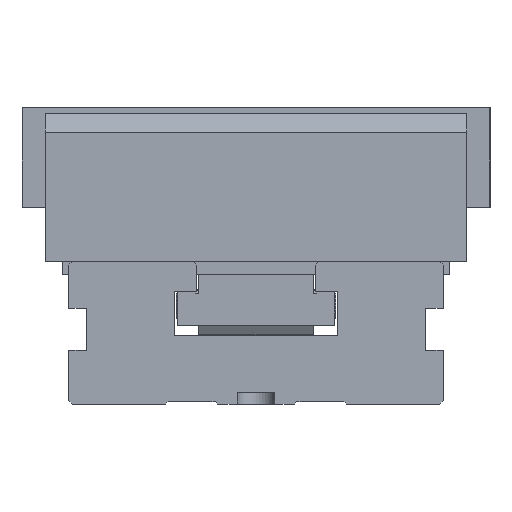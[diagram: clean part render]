
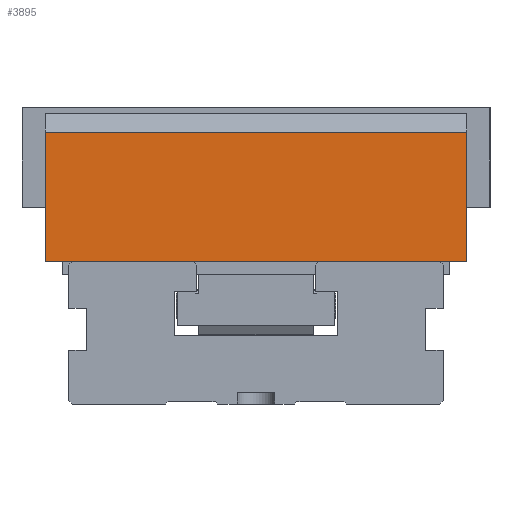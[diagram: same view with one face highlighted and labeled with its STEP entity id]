
A CAD part, left-side view. The second image highlights one B-rep face of the part: STEP entity #3895.
In plain terms, the highlighted planar face has unit normal (-1, 0, 0).
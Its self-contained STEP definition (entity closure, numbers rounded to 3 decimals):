
#3895=ADVANCED_FACE('',(#4562),#4300,.T.);
#4300=PLANE('',#10223);
#4562=FACE_OUTER_BOUND('',#4840,.T.);
#4840=EDGE_LOOP('',(#5561,#5562,#5563,#5564));
#5561=ORIENTED_EDGE('',*,*,#8027,.F.);
#5562=ORIENTED_EDGE('',*,*,#8028,.T.);
#5563=ORIENTED_EDGE('',*,*,#8029,.T.);
#5564=ORIENTED_EDGE('',*,*,#8022,.T.);
#7310=VERTEX_POINT('',#12946);
#7311=VERTEX_POINT('',#12948);
#7315=VERTEX_POINT('',#12958);
#7316=VERTEX_POINT('',#12960);
#8022=EDGE_CURVE('',#7311,#7310,#8927,.T.);
#8027=EDGE_CURVE('',#7315,#7310,#8931,.T.);
#8028=EDGE_CURVE('',#7315,#7316,#8932,.T.);
#8029=EDGE_CURVE('',#7316,#7311,#8933,.T.);
#8927=LINE('',#12947,#9582);
#8931=LINE('',#12957,#9586);
#8932=LINE('',#12959,#9587);
#8933=LINE('',#12961,#9588);
#9582=VECTOR('',#10996,1.);
#9586=VECTOR('',#11004,1.);
#9587=VECTOR('',#11005,1.);
#9588=VECTOR('',#11006,1.);
#10223=AXIS2_PLACEMENT_3D('',#12962,#11007,#11008);
#10996=DIRECTION('',(0.,-1.,0.));
#11004=DIRECTION('',(0.,0.,-1.));
#11005=DIRECTION('',(0.,1.,0.));
#11006=DIRECTION('',(0.,0.,-1.));
#11007=DIRECTION('',(-1.,0.,0.));
#11008=DIRECTION('',(0.,0.,1.));
#12946=CARTESIAN_POINT('',(156.277,130.787,-70.348));
#12947=CARTESIAN_POINT('',(156.277,220.787,-70.348));
#12948=CARTESIAN_POINT('',(156.277,310.787,-70.348));
#12957=CARTESIAN_POINT('',(156.277,130.787,-7.048));
#12958=CARTESIAN_POINT('',(156.277,130.787,-15.048));
#12959=CARTESIAN_POINT('',(156.277,220.787,-15.048));
#12960=CARTESIAN_POINT('',(156.277,310.787,-15.048));
#12961=CARTESIAN_POINT('',(156.277,310.787,-7.048));
#12962=CARTESIAN_POINT('',(156.277,220.787,-7.048));
